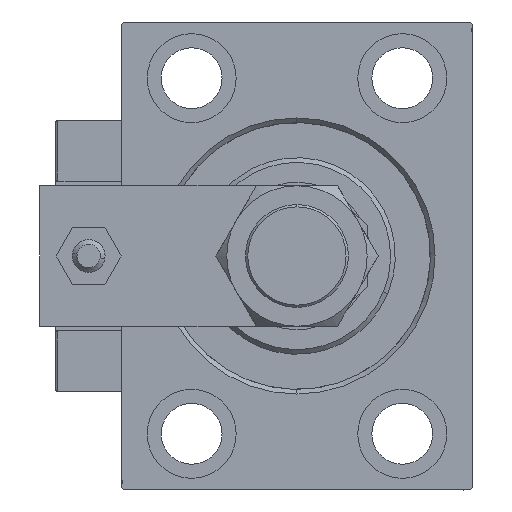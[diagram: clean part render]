
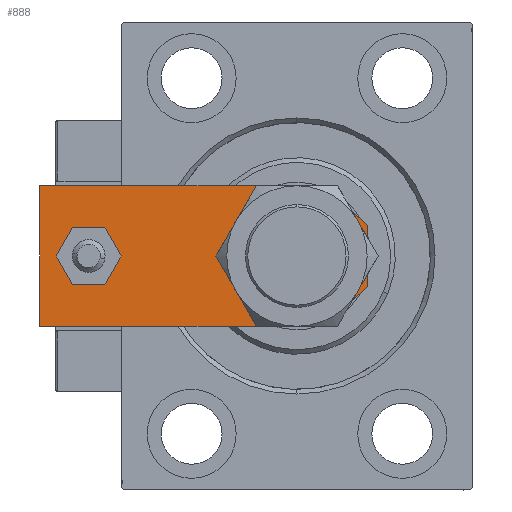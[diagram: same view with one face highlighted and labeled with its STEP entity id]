
A CAD part, left-side view. The second image highlights one B-rep face of the part: STEP entity #888.
In plain terms, the highlighted face is planar.
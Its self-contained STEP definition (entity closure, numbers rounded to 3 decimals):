
#168 = FACE_OUTER_BOUND ( 'NONE', #19595, .T. ) ;
#299 = EDGE_CURVE ( 'NONE', #49056, #38702, #27413, .T. ) ;
#421 = FACE_BOUND ( 'NONE', #12350, .T. ) ;
#888 = ADVANCED_FACE ( 'NONE', ( #421, #168, #8639 ), #24592, .T. ) ;
#943 = LINE ( 'NONE', #8647, #1902 ) ;
#1902 = VECTOR ( 'NONE', #41828, 1000. ) ;
#2048 = DIRECTION ( 'NONE',  ( 0.707, -0.707, 0. ) ) ;
#2231 = VECTOR ( 'NONE', #2048, 1000. ) ;
#2499 = DIRECTION ( 'NONE',  ( 0., 1., 0. ) ) ;
#3262 = VERTEX_POINT ( 'NONE', #28465 ) ;
#3326 = CARTESIAN_POINT ( 'NONE',  ( 6.5, 0., 8. ) ) ;
#3878 = CARTESIAN_POINT ( 'NONE',  ( -15., 0., 8. ) ) ;
#4036 = EDGE_CURVE ( 'NONE', #45844, #32896, #25664, .T. ) ;
#4292 = AXIS2_PLACEMENT_3D ( 'NONE', #6493, #27212, #39414 ) ;
#4306 = ORIENTED_EDGE ( 'NONE', *, *, #42369, .T. ) ;
#4416 = DIRECTION ( 'NONE',  ( 0., 0., 1. ) ) ;
#4563 = CARTESIAN_POINT ( 'NONE',  ( -15., 70., 8. ) ) ;
#5057 = ORIENTED_EDGE ( 'NONE', *, *, #37609, .F. ) ;
#5484 = DIRECTION ( 'NONE',  ( -1., 0., 0. ) ) ;
#5553 = ORIENTED_EDGE ( 'NONE', *, *, #40787, .F. ) ;
#5635 = ORIENTED_EDGE ( 'NONE', *, *, #14604, .T. ) ;
#6493 = CARTESIAN_POINT ( 'NONE',  ( 0., 59.5, 8. ) ) ;
#8283 = CARTESIAN_POINT ( 'NONE',  ( -4., 59.5, 8. ) ) ;
#8639 = FACE_BOUND ( 'NONE', #19727, .T. ) ;
#8647 = CARTESIAN_POINT ( 'NONE',  ( 3.25, -3.25, 8. ) ) ;
#10456 = LINE ( 'NONE', #18955, #48140 ) ;
#10660 = EDGE_CURVE ( 'NONE', #31628, #26465, #22208, .T. ) ;
#12350 = EDGE_LOOP ( 'NONE', ( #5553, #37714 ) ) ;
#13006 = VECTOR ( 'NONE', #5484, 1000. ) ;
#14604 = EDGE_CURVE ( 'NONE', #50163, #45844, #10456, .T. ) ;
#14723 = CIRCLE ( 'NONE', #17265, 4. ) ;
#17265 = AXIS2_PLACEMENT_3D ( 'NONE', #19934, #23917, #44110 ) ;
#17706 = CARTESIAN_POINT ( 'NONE',  ( -3.25, -3.25, 8. ) ) ;
#18955 = CARTESIAN_POINT ( 'NONE',  ( 15., 0., 8. ) ) ;
#19155 = DIRECTION ( 'NONE',  ( 0., 0., 1. ) ) ;
#19595 = EDGE_LOOP ( 'NONE', ( #4306, #21268, #32787, #41507, #5635, #43320 ) ) ;
#19727 = EDGE_LOOP ( 'NONE', ( #32781, #5057 ) ) ;
#19795 = AXIS2_PLACEMENT_3D ( 'NONE', #39262, #23070, #22804 ) ;
#19934 = CARTESIAN_POINT ( 'NONE',  ( 0., 59.5, 8. ) ) ;
#20601 = DIRECTION ( 'NONE',  ( 1., 0., 0. ) ) ;
#21268 = ORIENTED_EDGE ( 'NONE', *, *, #10660, .T. ) ;
#22058 = VERTEX_POINT ( 'NONE', #8283 ) ;
#22208 = LINE ( 'NONE', #17706, #2231 ) ;
#22717 = CARTESIAN_POINT ( 'NONE',  ( 15., 70., 8. ) ) ;
#22804 = DIRECTION ( 'NONE',  ( 1., 0., 0. ) ) ;
#23070 = DIRECTION ( 'NONE',  ( 0., 0., 1. ) ) ;
#23917 = DIRECTION ( 'NONE',  ( 0., 0., 1. ) ) ;
#23987 = EDGE_CURVE ( 'NONE', #26465, #41878, #25286, .T. ) ;
#24592 = PLANE ( 'NONE',  #26575 ) ;
#24812 = CARTESIAN_POINT ( 'NONE',  ( -6.5, 0., 8. ) ) ;
#24859 = CARTESIAN_POINT ( 'NONE',  ( -15., 8.5, 8. ) ) ;
#25286 = LINE ( 'NONE', #3878, #28906 ) ;
#25664 = LINE ( 'NONE', #41851, #13006 ) ;
#26465 = VERTEX_POINT ( 'NONE', #24812 ) ;
#26499 = CIRCLE ( 'NONE', #39214, 10. ) ;
#26575 = AXIS2_PLACEMENT_3D ( 'NONE', #41296, #4416, #20601 ) ;
#27212 = DIRECTION ( 'NONE',  ( 0., 0., 1. ) ) ;
#27413 = CIRCLE ( 'NONE', #19795, 10. ) ;
#27665 = DIRECTION ( 'NONE',  ( 1., 0., 0. ) ) ;
#28354 = VECTOR ( 'NONE', #33724, 1000. ) ;
#28465 = CARTESIAN_POINT ( 'NONE',  ( 4., 59.5, 8. ) ) ;
#28906 = VECTOR ( 'NONE', #36244, 1000. ) ;
#30058 = CARTESIAN_POINT ( 'NONE',  ( 15., 8.5, 8. ) ) ;
#30247 = EDGE_CURVE ( 'NONE', #3262, #22058, #50074, .T. ) ;
#31628 = VERTEX_POINT ( 'NONE', #24859 ) ;
#31894 = CARTESIAN_POINT ( 'NONE',  ( 0., 15., 8. ) ) ;
#32781 = ORIENTED_EDGE ( 'NONE', *, *, #299, .F. ) ;
#32787 = ORIENTED_EDGE ( 'NONE', *, *, #23987, .T. ) ;
#32896 = VERTEX_POINT ( 'NONE', #36740 ) ;
#33724 = DIRECTION ( 'NONE',  ( 0., -1., 0. ) ) ;
#34920 = EDGE_CURVE ( 'NONE', #41878, #50163, #943, .T. ) ;
#35637 = CARTESIAN_POINT ( 'NONE',  ( 10., 15., 8. ) ) ;
#36244 = DIRECTION ( 'NONE',  ( 1., 0., 0. ) ) ;
#36740 = CARTESIAN_POINT ( 'NONE',  ( -15., 70., 8. ) ) ;
#37609 = EDGE_CURVE ( 'NONE', #38702, #49056, #26499, .T. ) ;
#37714 = ORIENTED_EDGE ( 'NONE', *, *, #30247, .F. ) ;
#38702 = VERTEX_POINT ( 'NONE', #35637 ) ;
#39214 = AXIS2_PLACEMENT_3D ( 'NONE', #31894, #19155, #27665 ) ;
#39262 = CARTESIAN_POINT ( 'NONE',  ( 0., 15., 8. ) ) ;
#39414 = DIRECTION ( 'NONE',  ( 1., 0., 0. ) ) ;
#40787 = EDGE_CURVE ( 'NONE', #22058, #3262, #14723, .T. ) ;
#40934 = LINE ( 'NONE', #4563, #28354 ) ;
#41296 = CARTESIAN_POINT ( 'NONE',  ( 0., 0., 8. ) ) ;
#41507 = ORIENTED_EDGE ( 'NONE', *, *, #34920, .T. ) ;
#41828 = DIRECTION ( 'NONE',  ( 0.707, 0.707, 0. ) ) ;
#41851 = CARTESIAN_POINT ( 'NONE',  ( 15., 70., 8. ) ) ;
#41878 = VERTEX_POINT ( 'NONE', #3326 ) ;
#42369 = EDGE_CURVE ( 'NONE', #32896, #31628, #40934, .T. ) ;
#43320 = ORIENTED_EDGE ( 'NONE', *, *, #4036, .T. ) ;
#44110 = DIRECTION ( 'NONE',  ( 1., 0., 0. ) ) ;
#45844 = VERTEX_POINT ( 'NONE', #22717 ) ;
#48140 = VECTOR ( 'NONE', #2499, 1000. ) ;
#49056 = VERTEX_POINT ( 'NONE', #51035 ) ;
#50074 = CIRCLE ( 'NONE', #4292, 4. ) ;
#50163 = VERTEX_POINT ( 'NONE', #30058 ) ;
#51035 = CARTESIAN_POINT ( 'NONE',  ( -10., 15., 8. ) ) ;
